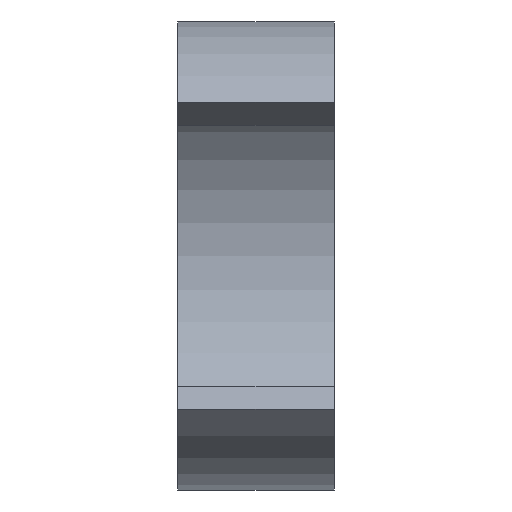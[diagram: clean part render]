
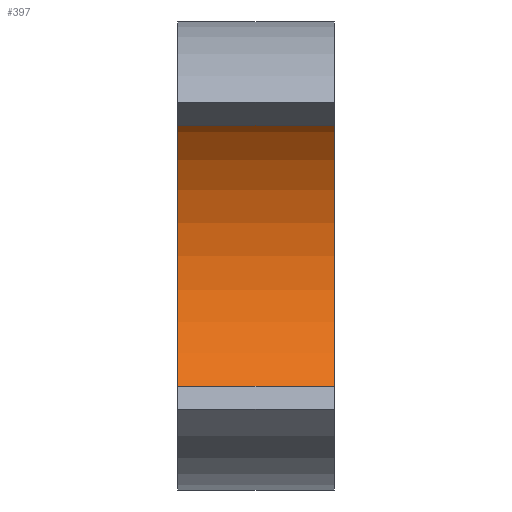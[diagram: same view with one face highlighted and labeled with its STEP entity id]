
A CAD part, top view. The second image highlights one B-rep face of the part: STEP entity #397.
In plain terms, the highlighted cylindrical face has radius 7.5 mm (diameter 15 mm), a partial arc.
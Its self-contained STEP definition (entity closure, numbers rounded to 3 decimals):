
#4 = CARTESIAN_POINT ( 'NONE',  ( 6., -5.017, 5.575 ) ) ;
#23 = CYLINDRICAL_SURFACE ( 'NONE', #85, 7.5 ) ;
#25 = EDGE_CURVE ( 'NONE', #223, #255, #234, .T. ) ;
#32 = VERTEX_POINT ( 'NONE', #135 ) ;
#40 = CARTESIAN_POINT ( 'NONE',  ( 0., 0., 0. ) ) ;
#53 = FACE_OUTER_BOUND ( 'NONE', #396, .T. ) ;
#54 = DIRECTION ( 'NONE',  ( -1., 0., 0. ) ) ;
#85 = AXIS2_PLACEMENT_3D ( 'NONE', #149, #373, #245 ) ;
#112 = CARTESIAN_POINT ( 'NONE',  ( 0., -5.017, 5.575 ) ) ;
#131 = DIRECTION ( 'NONE',  ( -1., 0., 0. ) ) ;
#135 = CARTESIAN_POINT ( 'NONE',  ( 6., 5.017, 5.575 ) ) ;
#141 = CARTESIAN_POINT ( 'NONE',  ( 6., 5.017, 5.575 ) ) ;
#147 = DIRECTION ( 'NONE',  ( 1., 0., 0. ) ) ;
#149 = CARTESIAN_POINT ( 'NONE',  ( 6., 0., 0. ) ) ;
#161 = CIRCLE ( 'NONE', #365, 7.5 ) ;
#164 = CARTESIAN_POINT ( 'NONE',  ( 0., 5.017, 5.575 ) ) ;
#169 = EDGE_CURVE ( 'NONE', #255, #350, #161, .T. ) ;
#191 = VECTOR ( 'NONE', #54, 1000. ) ;
#196 = ORIENTED_EDGE ( 'NONE', *, *, #25, .F. ) ;
#199 = AXIS2_PLACEMENT_3D ( 'NONE', #334, #237, #363 ) ;
#209 = DIRECTION ( 'NONE',  ( 0., 0., -1. ) ) ;
#223 = VERTEX_POINT ( 'NONE', #398 ) ;
#234 = LINE ( 'NONE', #4, #273 ) ;
#236 = EDGE_CURVE ( 'NONE', #223, #32, #403, .T. ) ;
#237 = DIRECTION ( 'NONE',  ( 1., 0., 0. ) ) ;
#245 = DIRECTION ( 'NONE',  ( 0., 0., 1. ) ) ;
#255 = VERTEX_POINT ( 'NONE', #112 ) ;
#260 = ORIENTED_EDGE ( 'NONE', *, *, #236, .T. ) ;
#273 = VECTOR ( 'NONE', #131, 1000. ) ;
#278 = ORIENTED_EDGE ( 'NONE', *, *, #169, .F. ) ;
#323 = ORIENTED_EDGE ( 'NONE', *, *, #410, .T. ) ;
#334 = CARTESIAN_POINT ( 'NONE',  ( 6., 0., 0. ) ) ;
#350 = VERTEX_POINT ( 'NONE', #164 ) ;
#363 = DIRECTION ( 'NONE',  ( 0., 0., -1. ) ) ;
#365 = AXIS2_PLACEMENT_3D ( 'NONE', #40, #147, #209 ) ;
#373 = DIRECTION ( 'NONE',  ( -1., 0., 0. ) ) ;
#396 = EDGE_LOOP ( 'NONE', ( #278, #196, #260, #323 ) ) ;
#397 = ADVANCED_FACE ( 'NONE', ( #53 ), #23, .F. ) ;
#398 = CARTESIAN_POINT ( 'NONE',  ( 6., -5.017, 5.575 ) ) ;
#403 = CIRCLE ( 'NONE', #199, 7.5 ) ;
#404 = LINE ( 'NONE', #141, #191 ) ;
#410 = EDGE_CURVE ( 'NONE', #32, #350, #404, .T. ) ;
